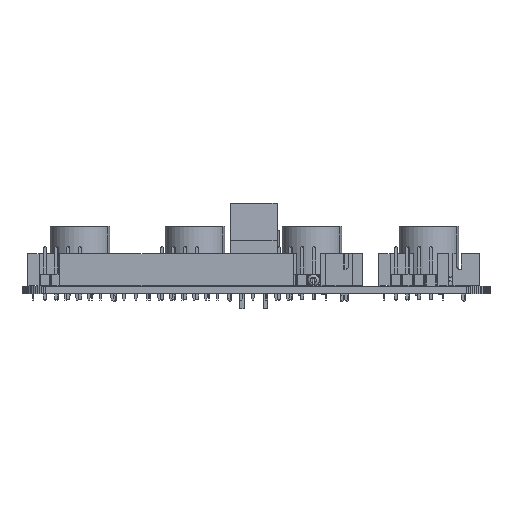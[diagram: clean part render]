
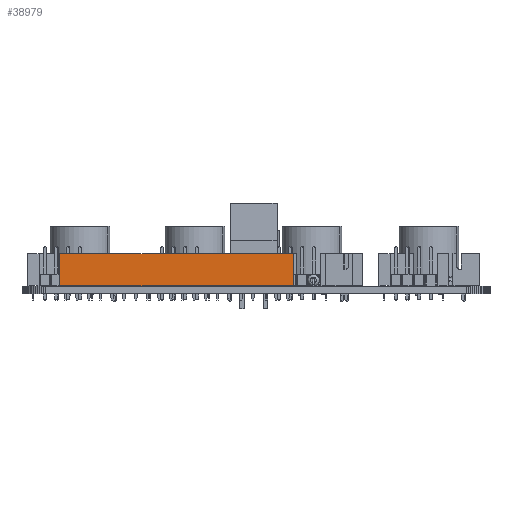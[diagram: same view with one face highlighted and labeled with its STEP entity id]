
A CAD part, front view. The second image highlights one B-rep face of the part: STEP entity #38979.
In plain terms, the highlighted face is planar.
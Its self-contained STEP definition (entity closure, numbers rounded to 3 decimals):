
#4868=FACE_OUTER_BOUND('',#7400,.T.);
#7400=EDGE_LOOP('',(#32991,#32992,#32993,#32994));
#10985=LINE('',#61075,#15543);
#10991=LINE('',#61088,#15549);
#10994=LINE('',#61093,#15552);
#11076=LINE('',#61256,#15634);
#15543=VECTOR('',#49623,1.);
#15549=VECTOR('',#49631,1.);
#15552=VECTOR('',#49638,1.);
#15634=VECTOR('',#49722,1.);
#19450=VERTEX_POINT('',#61063);
#19455=VERTEX_POINT('',#61073);
#19460=VERTEX_POINT('',#61085);
#19461=VERTEX_POINT('',#61087);
#24039=EDGE_CURVE('',#19450,#19455,#10985,.T.);
#24045=EDGE_CURVE('',#19460,#19461,#10991,.T.);
#24048=EDGE_CURVE('',#19461,#19455,#10994,.T.);
#24130=EDGE_CURVE('',#19460,#19450,#11076,.T.);
#32991=ORIENTED_EDGE('',*,*,#24045,.F.);
#32992=ORIENTED_EDGE('',*,*,#24130,.T.);
#32993=ORIENTED_EDGE('',*,*,#24039,.T.);
#32994=ORIENTED_EDGE('',*,*,#24048,.F.);
#37019=PLANE('',#41866);
#38979=ADVANCED_FACE('',(#4868),#37019,.F.);
#41866=AXIS2_PLACEMENT_3D('',#61582,#49891,#49892);
#49623=DIRECTION('',(0.,0.,1.));
#49631=DIRECTION('',(0.,0.,1.));
#49638=DIRECTION('',(0.,-1.,0.));
#49722=DIRECTION('',(0.,-1.,0.));
#49891=DIRECTION('center_axis',(1.,0.,0.));
#49892=DIRECTION('ref_axis',(0.,-1.,0.));
#61063=CARTESIAN_POINT('',(-1.27,-37.651,0.));
#61073=CARTESIAN_POINT('',(-1.27,-37.651,7.));
#61075=CARTESIAN_POINT('',(-1.27,-37.651,0.));
#61085=CARTESIAN_POINT('',(-1.27,13.149,0.));
#61087=CARTESIAN_POINT('',(-1.27,13.149,7.));
#61088=CARTESIAN_POINT('',(-1.27,13.149,0.));
#61093=CARTESIAN_POINT('',(-1.27,13.149,7.));
#61256=CARTESIAN_POINT('',(-1.27,13.149,0.));
#61582=CARTESIAN_POINT('Origin',(-1.27,13.149,0.));
